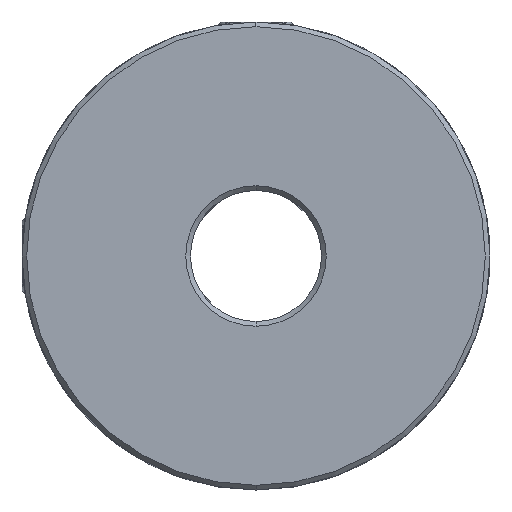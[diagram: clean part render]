
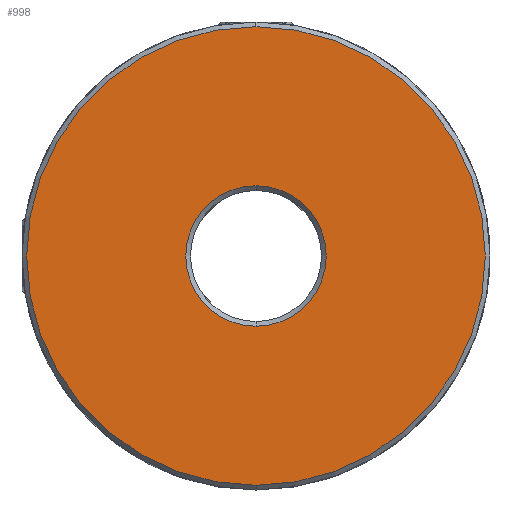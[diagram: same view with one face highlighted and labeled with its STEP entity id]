
A CAD part, left-side view. The second image highlights one B-rep face of the part: STEP entity #998.
In plain terms, the highlighted planar face has unit normal (-1, 0, 0).
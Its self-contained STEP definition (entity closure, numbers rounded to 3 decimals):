
#110 = VERTEX_POINT ( 'NONE', #280 ) ;
#111 = VERTEX_POINT ( 'NONE', #281 ) ;
#113 = VERTEX_POINT ( 'NONE', #283 ) ;
#114 = VERTEX_POINT ( 'NONE', #284 ) ;
#280 = CARTESIAN_POINT ( 'NONE',  ( -19., 0., -7.5 ) ) ;
#281 = CARTESIAN_POINT ( 'NONE',  ( -19., 0., 7.5 ) ) ;
#283 = CARTESIAN_POINT ( 'NONE',  ( -19., 0., 24.5 ) ) ;
#284 = CARTESIAN_POINT ( 'NONE',  ( -19., 0., -24.5 ) ) ;
#631 = EDGE_CURVE ( 'NONE', #113, #114, #1578, .T. ) ;
#662 = EDGE_CURVE ( 'NONE', #114, #113, #1614, .T. ) ;
#663 = EDGE_CURVE ( 'NONE', #110, #111, #1616, .T. ) ;
#756 = EDGE_CURVE ( 'NONE', #111, #110, #2685, .T. ) ;
#849 = EDGE_LOOP ( 'NONE', ( #1173, #1174 ) ) ;
#851 = EDGE_LOOP ( 'NONE', ( #1175, #1176 ) ) ;
#998 = ADVANCED_FACE ( 'NONE', ( #2799, #2803 ), #3108, .T. ) ;
#1173 = ORIENTED_EDGE ( 'NONE', *, *, #662, .T. ) ;
#1174 = ORIENTED_EDGE ( 'NONE', *, *, #631, .T. ) ;
#1175 = ORIENTED_EDGE ( 'NONE', *, *, #756, .T. ) ;
#1176 = ORIENTED_EDGE ( 'NONE', *, *, #663, .T. ) ;
#1578 = CIRCLE ( 'NONE', #1720, 24.5 ) ;
#1614 = CIRCLE ( 'NONE', #1731, 24.5 ) ;
#1616 = CIRCLE ( 'NONE', #1739, 7.5 ) ;
#1720 = AXIS2_PLACEMENT_3D ( 'NONE', #2022, #2023, #2024 ) ;
#1731 = AXIS2_PLACEMENT_3D ( 'NONE', #2200, #2202, #2203 ) ;
#1739 = AXIS2_PLACEMENT_3D ( 'NONE', #2197, #2205, #2206 ) ;
#1772 = AXIS2_PLACEMENT_3D ( 'NONE', #2547, #2549, #2550 ) ;
#1833 = AXIS2_PLACEMENT_3D ( 'NONE', #3107, #3110, #3111 ) ;
#2022 = CARTESIAN_POINT ( 'NONE',  ( -19., 0., 0. ) ) ;
#2023 = DIRECTION ( 'NONE',  ( -1., 0., 0. ) ) ;
#2024 = DIRECTION ( 'NONE',  ( 0., 0., 1. ) ) ;
#2197 = CARTESIAN_POINT ( 'NONE',  ( -19., 0., 0. ) ) ;
#2200 = CARTESIAN_POINT ( 'NONE',  ( -19., 0., 0. ) ) ;
#2202 = DIRECTION ( 'NONE',  ( -1., 0., 0. ) ) ;
#2203 = DIRECTION ( 'NONE',  ( 0., 0., 1. ) ) ;
#2205 = DIRECTION ( 'NONE',  ( 1., 0., 0. ) ) ;
#2206 = DIRECTION ( 'NONE',  ( 0., 0., 1. ) ) ;
#2547 = CARTESIAN_POINT ( 'NONE',  ( -19., 0., 0. ) ) ;
#2549 = DIRECTION ( 'NONE',  ( 1., 0., 0. ) ) ;
#2550 = DIRECTION ( 'NONE',  ( 0., 0., 1. ) ) ;
#2685 = CIRCLE ( 'NONE', #1772, 7.5 ) ;
#2799 = FACE_OUTER_BOUND ( 'NONE', #849, .T. ) ;
#2803 = FACE_BOUND ( 'NONE', #851, .T. ) ;
#3107 = CARTESIAN_POINT ( 'NONE',  ( -19., 0., 0. ) ) ;
#3108 = PLANE ( 'NONE',  #1833 ) ;
#3110 = DIRECTION ( 'NONE',  ( -1., 0., 0. ) ) ;
#3111 = DIRECTION ( 'NONE',  ( 0., 1., 0. ) ) ;
